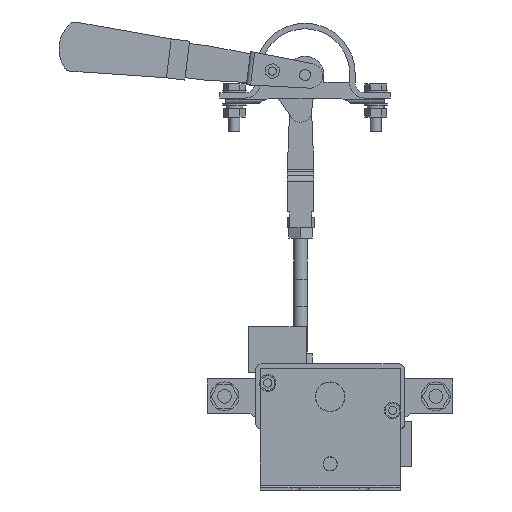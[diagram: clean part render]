
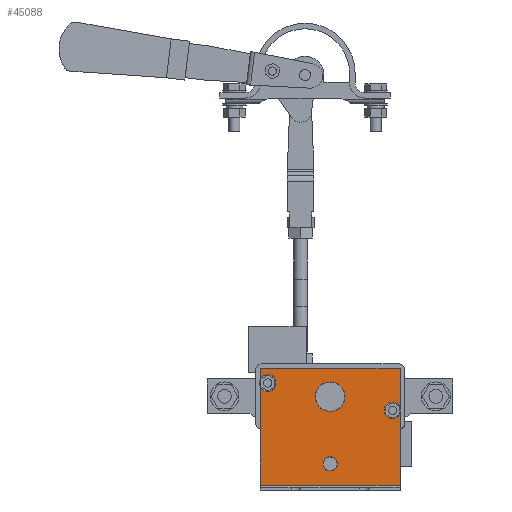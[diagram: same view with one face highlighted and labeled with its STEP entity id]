
A CAD part, left-side view. The second image highlights one B-rep face of the part: STEP entity #45088.
In plain terms, the highlighted planar face has unit normal (-1, 0, 0).
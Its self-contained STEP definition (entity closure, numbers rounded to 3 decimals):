
#1214 = EDGE_CURVE ( 'NONE', #24861, #20788, #48109, .T. ) ;
#1278 = LINE ( 'NONE', #21807, #55049 ) ;
#1570 = CARTESIAN_POINT ( 'NONE',  ( -87., 0., -10.75 ) ) ;
#3315 = DIRECTION ( 'NONE',  ( 0., 0., 1. ) ) ;
#3445 = ORIENTED_EDGE ( 'NONE', *, *, #1214, .F. ) ;
#3863 = CARTESIAN_POINT ( 'NONE',  ( -87., 0., 0. ) ) ;
#4627 = EDGE_LOOP ( 'NONE', ( #40827 ) ) ;
#5551 = EDGE_CURVE ( 'NONE', #45613, #12009, #26160, .T. ) ;
#5989 = CARTESIAN_POINT ( 'NONE',  ( -87., 51., -66. ) ) ;
#6213 = ORIENTED_EDGE ( 'NONE', *, *, #5551, .F. ) ;
#6560 = LINE ( 'NONE', #28723, #37738 ) ;
#6742 = AXIS2_PLACEMENT_3D ( 'NONE', #40695, #15315, #44935 ) ;
#7218 = FACE_BOUND ( 'NONE', #54652, .T. ) ;
#7395 = AXIS2_PLACEMENT_3D ( 'NONE', #21215, #50860, #25490 ) ;
#8164 = DIRECTION ( 'NONE',  ( 0., 0., -1. ) ) ;
#8455 = AXIS2_PLACEMENT_3D ( 'NONE', #3863, #33563, #8164 ) ;
#8951 = CIRCLE ( 'NONE', #7395, 5.15 ) ;
#11283 = EDGE_CURVE ( 'NONE', #20788, #53827, #1278, .T. ) ;
#11616 = DIRECTION ( 'NONE',  ( 0., 0., 1. ) ) ;
#12009 = VERTEX_POINT ( 'NONE', #36508 ) ;
#12135 = ORIENTED_EDGE ( 'NONE', *, *, #14969, .T. ) ;
#14969 = EDGE_CURVE ( 'NONE', #52712, #47587, #48232, .T. ) ;
#15234 = VERTEX_POINT ( 'NONE', #1570 ) ;
#15315 = DIRECTION ( 'NONE',  ( 1., 0., 0. ) ) ;
#17560 = DIRECTION ( 'NONE',  ( 0., -1., 0. ) ) ;
#18403 = ORIENTED_EDGE ( 'NONE', *, *, #39215, .T. ) ;
#18421 = VECTOR ( 'NONE', #26841, 1000. ) ;
#19681 = AXIS2_PLACEMENT_3D ( 'NONE', #28476, #37027, #11616 ) ;
#20044 = DIRECTION ( 'NONE',  ( 1., 0., 0. ) ) ;
#20788 = VERTEX_POINT ( 'NONE', #54578 ) ;
#21215 = CARTESIAN_POINT ( 'NONE',  ( -87., 0., -49. ) ) ;
#21505 = EDGE_LOOP ( 'NONE', ( #12135, #18403, #30410, #3445, #22931, #25899, #6213, #53722 ) ) ;
#21807 = CARTESIAN_POINT ( 'NONE',  ( -87., 145.457, 20.5 ) ) ;
#22433 = CIRCLE ( 'NONE', #8455, 10.75 ) ;
#22547 = CARTESIAN_POINT ( 'NONE',  ( -87., 51., -66. ) ) ;
#22645 = EDGE_CURVE ( 'NONE', #24861, #36127, #26857, .T. ) ;
#22931 = ORIENTED_EDGE ( 'NONE', *, *, #22645, .T. ) ;
#23935 = CARTESIAN_POINT ( 'NONE',  ( -87., -51., -66. ) ) ;
#24107 = AXIS2_PLACEMENT_3D ( 'NONE', #45413, #20044, #49670 ) ;
#24833 = VECTOR ( 'NONE', #52774, 1000. ) ;
#24861 = VERTEX_POINT ( 'NONE', #50682 ) ;
#25490 = DIRECTION ( 'NONE',  ( 0., 0., -1. ) ) ;
#25865 = VERTEX_POINT ( 'NONE', #26427 ) ;
#25899 = ORIENTED_EDGE ( 'NONE', *, *, #44847, .F. ) ;
#26160 = LINE ( 'NONE', #31637, #24833 ) ;
#26427 = CARTESIAN_POINT ( 'NONE',  ( -87., 0., -54.15 ) ) ;
#26841 = DIRECTION ( 'NONE',  ( 0., 0., 1. ) ) ;
#26857 = CIRCLE ( 'NONE', #24107, 6. ) ;
#28420 = FACE_BOUND ( 'NONE', #4627, .T. ) ;
#28476 = CARTESIAN_POINT ( 'NONE',  ( -87., 145.457, -66. ) ) ;
#28723 = CARTESIAN_POINT ( 'NONE',  ( -87., -51., -66. ) ) ;
#29702 = LINE ( 'NONE', #22547, #18421 ) ;
#29762 = FACE_OUTER_BOUND ( 'NONE', #21505, .T. ) ;
#30196 = CARTESIAN_POINT ( 'NONE',  ( -87., -51., -64.5 ) ) ;
#30410 = ORIENTED_EDGE ( 'NONE', *, *, #11283, .F. ) ;
#31637 = CARTESIAN_POINT ( 'NONE',  ( -87., 51., -64.5 ) ) ;
#31706 = EDGE_CURVE ( 'NONE', #25865, #25865, #8951, .T. ) ;
#32764 = PLANE ( 'NONE',  #19681 ) ;
#33563 = DIRECTION ( 'NONE',  ( 1., 0., 0. ) ) ;
#36127 = VERTEX_POINT ( 'NONE', #53826 ) ;
#36508 = CARTESIAN_POINT ( 'NONE',  ( -87., 51., -64.5 ) ) ;
#36796 = VECTOR ( 'NONE', #40801, 1000. ) ;
#36874 = VECTOR ( 'NONE', #44166, 1000. ) ;
#37000 = CARTESIAN_POINT ( 'NONE',  ( -87., -51., 20.5 ) ) ;
#37027 = DIRECTION ( 'NONE',  ( 1., 0., 0. ) ) ;
#37431 = EDGE_CURVE ( 'NONE', #45613, #52712, #49390, .T. ) ;
#37738 = VECTOR ( 'NONE', #3315, 1000. ) ;
#39215 = EDGE_CURVE ( 'NONE', #47587, #53827, #6560, .T. ) ;
#39290 = EDGE_CURVE ( 'NONE', #15234, #15234, #22433, .T. ) ;
#40695 = CARTESIAN_POINT ( 'NONE',  ( -87., -45.5, -10. ) ) ;
#40801 = DIRECTION ( 'NONE',  ( 0., 0., 1. ) ) ;
#40827 = ORIENTED_EDGE ( 'NONE', *, *, #31706, .T. ) ;
#42984 = CARTESIAN_POINT ( 'NONE',  ( -87., -51., -12.398 ) ) ;
#44166 = DIRECTION ( 'NONE',  ( 0., 0., 1. ) ) ;
#44847 = EDGE_CURVE ( 'NONE', #12009, #36127, #29702, .T. ) ;
#44935 = DIRECTION ( 'NONE',  ( 0., 0., -1. ) ) ;
#45088 = ADVANCED_FACE ( 'NONE', ( #28420, #7218, #29762 ), #32764, .F. ) ;
#45413 = CARTESIAN_POINT ( 'NONE',  ( -87., 45.5, 10. ) ) ;
#45613 = VERTEX_POINT ( 'NONE', #30196 ) ;
#47587 = VERTEX_POINT ( 'NONE', #52766 ) ;
#48109 = LINE ( 'NONE', #5989, #36874 ) ;
#48232 = CIRCLE ( 'NONE', #6742, 6. ) ;
#49390 = LINE ( 'NONE', #23935, #36796 ) ;
#49670 = DIRECTION ( 'NONE',  ( 0., 0., -1. ) ) ;
#49840 = ORIENTED_EDGE ( 'NONE', *, *, #39290, .T. ) ;
#50682 = CARTESIAN_POINT ( 'NONE',  ( -87., 51., 12.398 ) ) ;
#50860 = DIRECTION ( 'NONE',  ( 1., 0., 0. ) ) ;
#52712 = VERTEX_POINT ( 'NONE', #42984 ) ;
#52766 = CARTESIAN_POINT ( 'NONE',  ( -87., -51., -7.602 ) ) ;
#52774 = DIRECTION ( 'NONE',  ( 0., 1., 0. ) ) ;
#53722 = ORIENTED_EDGE ( 'NONE', *, *, #37431, .T. ) ;
#53826 = CARTESIAN_POINT ( 'NONE',  ( -87., 51., 7.602 ) ) ;
#53827 = VERTEX_POINT ( 'NONE', #37000 ) ;
#54578 = CARTESIAN_POINT ( 'NONE',  ( -87., 51., 20.5 ) ) ;
#54652 = EDGE_LOOP ( 'NONE', ( #49840 ) ) ;
#55049 = VECTOR ( 'NONE', #17560, 1000. ) ;
